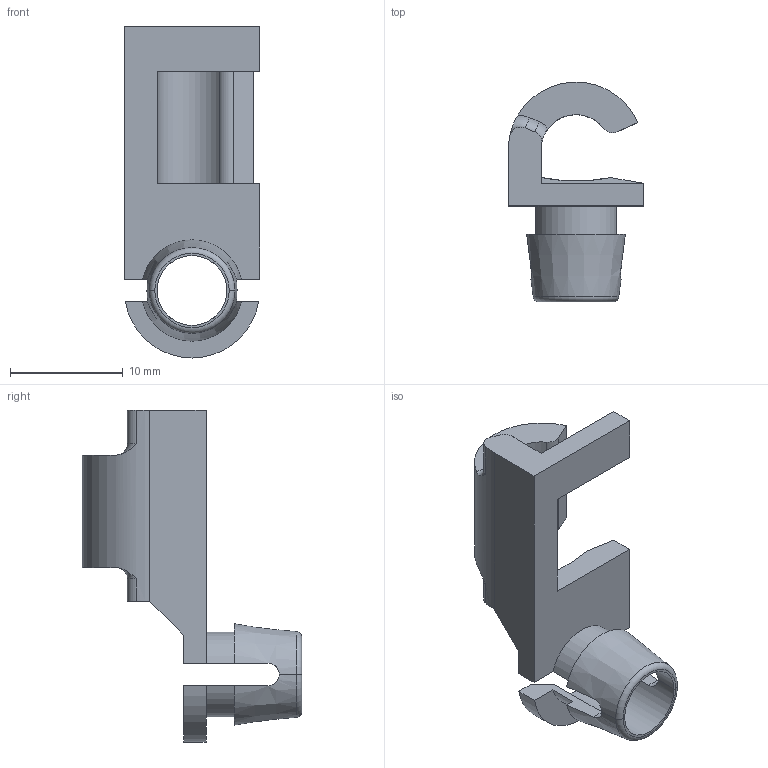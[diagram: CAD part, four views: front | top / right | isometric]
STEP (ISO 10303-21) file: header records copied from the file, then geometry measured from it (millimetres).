
FILE_DESCRIPTION (( 'STEP AP203' ), '1' );
FILE_NAME ('AC-25-Q-13.STEP', '2006-06-08T02:11:18', ( ' ' ), ( ' ' ), 'SwSTEP 2.0', 'SolidWorks 2005204', '' );
FILE_SCHEMA (( 'CONFIG_CONTROL_DESIGN' ));
Length unit declared in the file: millimetre
Products named in the file (1): AC-25-Q-13
Bounding box: 12 x 19.5 x 29.5 mm (x, y, z)
Volume: 1112.2 mm3; surface area: 1470.5 mm2
Topology: 1 solids, 1 shells, 62 faces, 171 edges, 110 vertices
Faces by surface type: plane 29, cylinder 21, torus 8, cone 4
Entity records: 2148 total; most frequent: CARTESIAN_POINT 486, ORIENTED_EDGE 342, DIRECTION 329, EDGE_CURVE 171, AXIS2_PLACEMENT_3D 119, VERTEX_POINT 110, LINE 91, VECTOR 91
